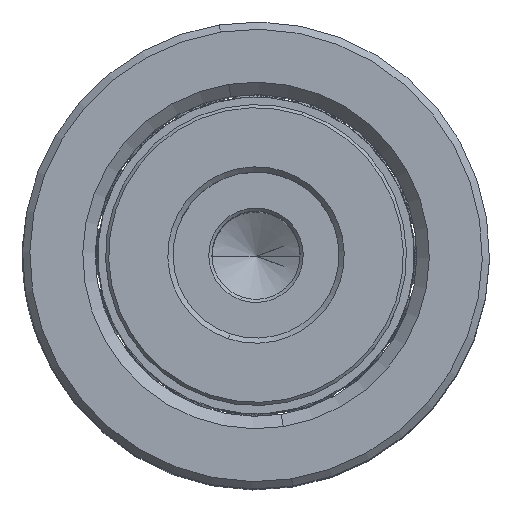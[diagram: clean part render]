
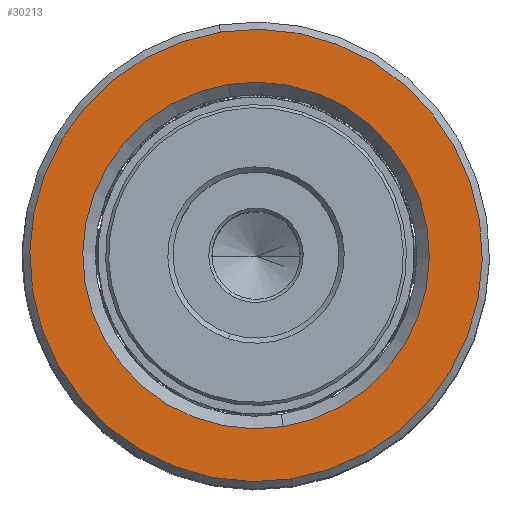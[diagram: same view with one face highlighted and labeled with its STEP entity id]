
A CAD part, top view. The second image highlights one B-rep face of the part: STEP entity #30213.
In plain terms, the highlighted planar face has unit normal (0, 0, 1).
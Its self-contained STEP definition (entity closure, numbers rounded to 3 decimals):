
#1506 = EDGE_CURVE ( 'NONE', #11787, #6849, #18328, .T. ) ;
#1954 = DIRECTION ( 'NONE',  ( 0., 0., 1. ) ) ;
#2221 = CARTESIAN_POINT ( 'NONE',  ( 0., 0., 60. ) ) ;
#3322 = AXIS2_PLACEMENT_3D ( 'NONE', #2221, #33719, #28776 ) ;
#3538 = AXIS2_PLACEMENT_3D ( 'NONE', #33434, #15915, #25510 ) ;
#3711 = CARTESIAN_POINT ( 'NONE',  ( 16.7, 0., 60. ) ) ;
#5104 = CARTESIAN_POINT ( 'NONE',  ( 0., 0., 60. ) ) ;
#5558 = DIRECTION ( 'NONE',  ( 1., 0., 0. ) ) ;
#6537 = CARTESIAN_POINT ( 'NONE',  ( 21.8, 0., 60. ) ) ;
#6783 = VERTEX_POINT ( 'NONE', #6537 ) ;
#6849 = VERTEX_POINT ( 'NONE', #3711 ) ;
#7795 = CIRCLE ( 'NONE', #3538, 16.7 ) ;
#9635 = FACE_OUTER_BOUND ( 'NONE', #11911, .T. ) ;
#10491 = CARTESIAN_POINT ( 'NONE',  ( 0., 0., 60. ) ) ;
#11787 = VERTEX_POINT ( 'NONE', #22542 ) ;
#11911 = EDGE_LOOP ( 'NONE', ( #12943, #20244 ) ) ;
#12943 = ORIENTED_EDGE ( 'NONE', *, *, #28925, .T. ) ;
#13581 = DIRECTION ( 'NONE',  ( 1., 0., 0. ) ) ;
#15633 = EDGE_CURVE ( 'NONE', #6783, #26576, #27673, .T. ) ;
#15915 = DIRECTION ( 'NONE',  ( 0., 0., -1. ) ) ;
#18328 = CIRCLE ( 'NONE', #3322, 16.7 ) ;
#18750 = DIRECTION ( 'NONE',  ( 0., 0., 1. ) ) ;
#18899 = ORIENTED_EDGE ( 'NONE', *, *, #1506, .T. ) ;
#19155 = ORIENTED_EDGE ( 'NONE', *, *, #22105, .T. ) ;
#19658 = AXIS2_PLACEMENT_3D ( 'NONE', #10491, #26277, #5558 ) ;
#20244 = ORIENTED_EDGE ( 'NONE', *, *, #15633, .T. ) ;
#21112 = CIRCLE ( 'NONE', #19658, 21.8 ) ;
#22105 = EDGE_CURVE ( 'NONE', #6849, #11787, #7795, .T. ) ;
#22542 = CARTESIAN_POINT ( 'NONE',  ( -16.7, 0., 60. ) ) ;
#22562 = CARTESIAN_POINT ( 'NONE',  ( -21.8, 0., 60. ) ) ;
#23127 = EDGE_LOOP ( 'NONE', ( #19155, #18899 ) ) ;
#23215 = AXIS2_PLACEMENT_3D ( 'NONE', #33231, #1954, #25509 ) ;
#25509 = DIRECTION ( 'NONE',  ( 1., 0., 0. ) ) ;
#25510 = DIRECTION ( 'NONE',  ( 1., 0., 0. ) ) ;
#26277 = DIRECTION ( 'NONE',  ( 0., 0., 1. ) ) ;
#26576 = VERTEX_POINT ( 'NONE', #22562 ) ;
#27673 = CIRCLE ( 'NONE', #23215, 21.8 ) ;
#28066 = FACE_BOUND ( 'NONE', #23127, .T. ) ;
#28591 = PLANE ( 'NONE',  #32399 ) ;
#28776 = DIRECTION ( 'NONE',  ( 1., 0., 0. ) ) ;
#28925 = EDGE_CURVE ( 'NONE', #26576, #6783, #21112, .T. ) ;
#30213 = ADVANCED_FACE ( 'NONE', ( #9635, #28066 ), #28591, .T. ) ;
#32399 = AXIS2_PLACEMENT_3D ( 'NONE', #5104, #18750, #13581 ) ;
#33231 = CARTESIAN_POINT ( 'NONE',  ( 0., 0., 60. ) ) ;
#33434 = CARTESIAN_POINT ( 'NONE',  ( 0., 0., 60. ) ) ;
#33719 = DIRECTION ( 'NONE',  ( 0., 0., -1. ) ) ;
